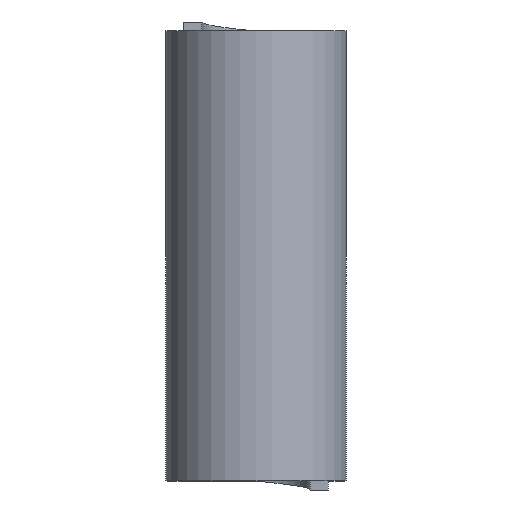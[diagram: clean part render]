
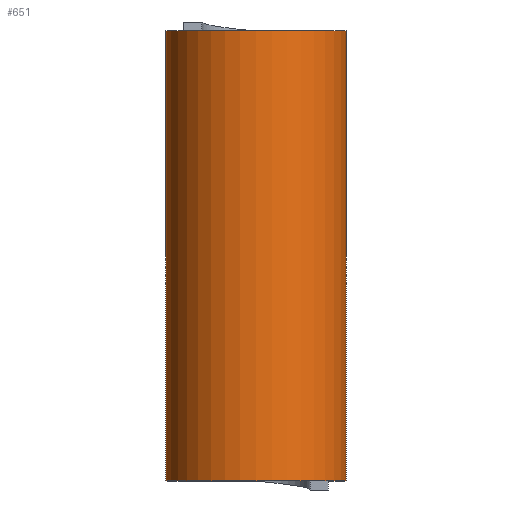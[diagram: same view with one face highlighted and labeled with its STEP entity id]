
A CAD part, top view. The second image highlights one B-rep face of the part: STEP entity #651.
In plain terms, the highlighted cylindrical face has radius 5 mm (diameter 10 mm), a full revolution.
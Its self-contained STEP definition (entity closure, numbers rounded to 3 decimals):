
#60=FACE_OUTER_BOUND('',#96,.T.);
#96=EDGE_LOOP('',(#577,#578,#579,#580));
#160=CIRCLE('',#706,5.);
#161=CIRCLE('',#707,5.);
#197=LINE('',#2311,#233);
#233=VECTOR('',#826,5.);
#295=VERTEX_POINT('',#2308);
#296=VERTEX_POINT('',#2310);
#391=EDGE_CURVE('',#295,#295,#160,.T.);
#392=EDGE_CURVE('',#295,#296,#197,.T.);
#393=EDGE_CURVE('',#296,#296,#161,.T.);
#577=ORIENTED_EDGE('',*,*,#391,.F.);
#578=ORIENTED_EDGE('',*,*,#392,.T.);
#579=ORIENTED_EDGE('',*,*,#393,.T.);
#580=ORIENTED_EDGE('',*,*,#392,.F.);
#617=CYLINDRICAL_SURFACE('',#705,5.);
#651=ADVANCED_FACE('',(#60),#617,.T.);
#705=AXIS2_PLACEMENT_3D('',#2307,#822,#823);
#706=AXIS2_PLACEMENT_3D('',#2309,#824,#825);
#707=AXIS2_PLACEMENT_3D('',#2312,#827,#828);
#822=DIRECTION('center_axis',(0.,1.,0.));
#823=DIRECTION('ref_axis',(1.,0.,0.));
#824=DIRECTION('center_axis',(0.,1.,0.));
#825=DIRECTION('ref_axis',(1.,0.,0.));
#826=DIRECTION('',(0.,-1.,0.));
#827=DIRECTION('center_axis',(0.,1.,0.));
#828=DIRECTION('ref_axis',(1.,0.,0.));
#2307=CARTESIAN_POINT('Origin',(0.,0.,0.));
#2308=CARTESIAN_POINT('',(-5.,25.,0.));
#2309=CARTESIAN_POINT('Origin',(0.,25.,0.));
#2310=CARTESIAN_POINT('',(-5.,0.,0.));
#2311=CARTESIAN_POINT('',(-5.,0.,0.));
#2312=CARTESIAN_POINT('Origin',(0.,0.,0.));
